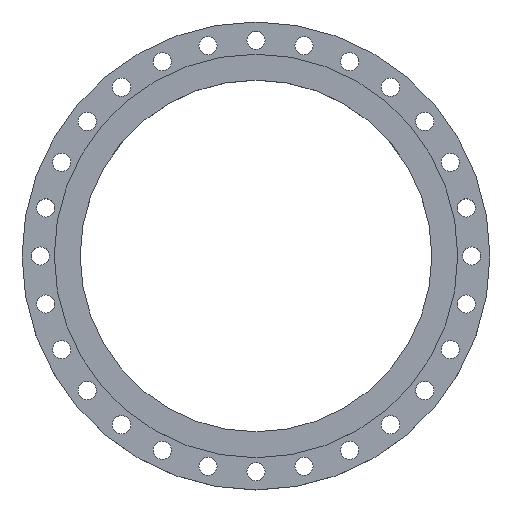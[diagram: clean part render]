
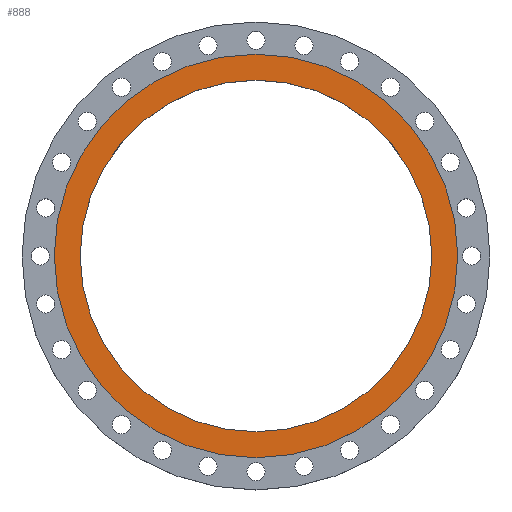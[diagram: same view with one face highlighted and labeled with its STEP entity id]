
A CAD part, top view. The second image highlights one B-rep face of the part: STEP entity #888.
In plain terms, the highlighted planar face has unit normal (0, 0, 1).
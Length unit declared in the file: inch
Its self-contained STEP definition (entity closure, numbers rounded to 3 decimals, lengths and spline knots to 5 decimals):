
#66 = ORIENTED_EDGE ( 'NONE', *, *, #1336, .F. ) ;
#79 = DIRECTION ( 'NONE',  ( 0., 0., 1. ) ) ;
#147 = VERTEX_POINT ( 'NONE', #1185 ) ;
#223 = CARTESIAN_POINT ( 'NONE',  ( 0., 15.6875, 0. ) ) ;
#285 = AXIS2_PLACEMENT_3D ( 'NONE', #2105, #2080, #1492 ) ;
#367 = VERTEX_POINT ( 'NONE', #1491 ) ;
#406 = PLANE ( 'NONE',  #1158 ) ;
#458 = DIRECTION ( 'NONE',  ( 1., 0., 0. ) ) ;
#501 = EDGE_LOOP ( 'NONE', ( #2164, #2106 ) ) ;
#594 = CARTESIAN_POINT ( 'NONE',  ( -18., 0., 0. ) ) ;
#658 = ORIENTED_EDGE ( 'NONE', *, *, #2314, .F. ) ;
#817 = CIRCLE ( 'NONE', #285, 18. ) ;
#864 = AXIS2_PLACEMENT_3D ( 'NONE', #2399, #1444, #458 ) ;
#888 = ADVANCED_FACE ( 'NONE', ( #2016, #1394 ), #406, .F. ) ;
#1021 = DIRECTION ( 'NONE',  ( -1., 0., 0. ) ) ;
#1034 = CIRCLE ( 'NONE', #1198, 15.6875 ) ;
#1092 = DIRECTION ( 'NONE',  ( 0., 0., 1. ) ) ;
#1158 = AXIS2_PLACEMENT_3D ( 'NONE', #223, #1815, #1021 ) ;
#1166 = CIRCLE ( 'NONE', #1825, 18. ) ;
#1171 = CARTESIAN_POINT ( 'NONE',  ( 15.6875, 0., 0. ) ) ;
#1185 = CARTESIAN_POINT ( 'NONE',  ( 18., 0., 0. ) ) ;
#1198 = AXIS2_PLACEMENT_3D ( 'NONE', #2072, #79, #1672 ) ;
#1336 = EDGE_CURVE ( 'NONE', #1855, #367, #1034, .T. ) ;
#1394 = FACE_OUTER_BOUND ( 'NONE', #501, .T. ) ;
#1444 = DIRECTION ( 'NONE',  ( 0., 0., 1. ) ) ;
#1487 = VERTEX_POINT ( 'NONE', #594 ) ;
#1491 = CARTESIAN_POINT ( 'NONE',  ( -15.6875, 0., 0. ) ) ;
#1492 = DIRECTION ( 'NONE',  ( 1., 0., 0. ) ) ;
#1561 = CIRCLE ( 'NONE', #864, 15.6875 ) ;
#1672 = DIRECTION ( 'NONE',  ( 1., 0., 0. ) ) ;
#1692 = CARTESIAN_POINT ( 'NONE',  ( 0., 0., 0. ) ) ;
#1700 = EDGE_CURVE ( 'NONE', #1487, #147, #1166, .T. ) ;
#1749 = EDGE_LOOP ( 'NONE', ( #66, #658 ) ) ;
#1815 = DIRECTION ( 'NONE',  ( 0., 0., -1. ) ) ;
#1825 = AXIS2_PLACEMENT_3D ( 'NONE', #1692, #1092, #2331 ) ;
#1855 = VERTEX_POINT ( 'NONE', #1171 ) ;
#2016 = FACE_BOUND ( 'NONE', #1749, .T. ) ;
#2072 = CARTESIAN_POINT ( 'NONE',  ( 0., 0., 0. ) ) ;
#2080 = DIRECTION ( 'NONE',  ( 0., 0., 1. ) ) ;
#2105 = CARTESIAN_POINT ( 'NONE',  ( 0., 0., 0. ) ) ;
#2106 = ORIENTED_EDGE ( 'NONE', *, *, #1700, .T. ) ;
#2164 = ORIENTED_EDGE ( 'NONE', *, *, #2381, .T. ) ;
#2314 = EDGE_CURVE ( 'NONE', #367, #1855, #1561, .T. ) ;
#2331 = DIRECTION ( 'NONE',  ( 1., 0., 0. ) ) ;
#2381 = EDGE_CURVE ( 'NONE', #147, #1487, #817, .T. ) ;
#2399 = CARTESIAN_POINT ( 'NONE',  ( 0., 0., 0. ) ) ;
